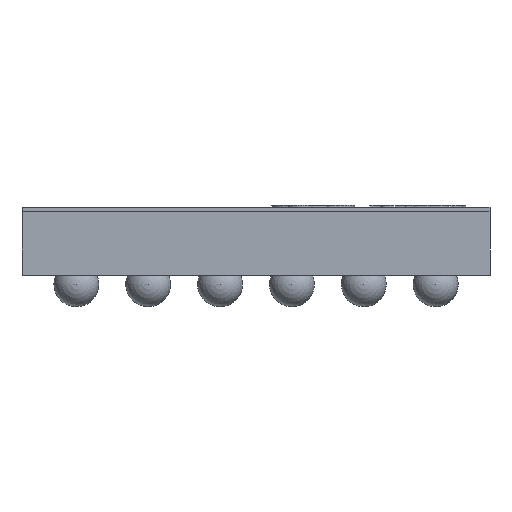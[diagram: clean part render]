
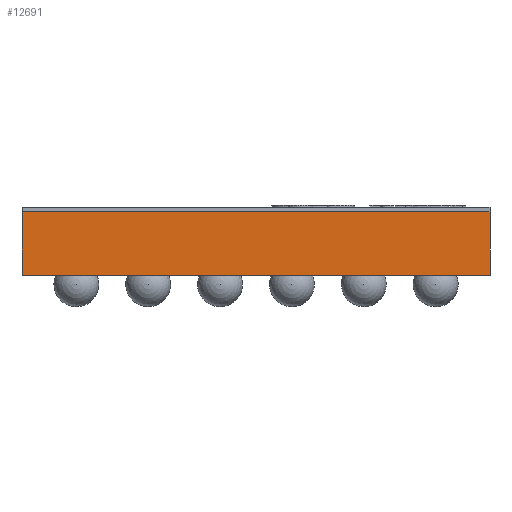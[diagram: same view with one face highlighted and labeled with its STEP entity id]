
A CAD part, front view. The second image highlights one B-rep face of the part: STEP entity #12691.
In plain terms, the highlighted planar face has unit normal (0, -1, 0).
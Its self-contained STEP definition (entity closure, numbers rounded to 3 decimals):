
#195 = ORIENTED_EDGE ( 'NONE', *, *, #15519, .F. ) ;
#1060 = DIRECTION ( 'NONE',  ( 0., 0., -1. ) ) ;
#1444 = CARTESIAN_POINT ( 'NONE',  ( 1.303, -1.352, 0.175 ) ) ;
#2128 = CARTESIAN_POINT ( 'NONE',  ( -1.302, -1.352, 0.53 ) ) ;
#2208 = LINE ( 'NONE', #2128, #14216 ) ;
#2875 = CARTESIAN_POINT ( 'NONE',  ( -1.302, -1.352, 0.53 ) ) ;
#2939 = CARTESIAN_POINT ( 'NONE',  ( 1.303, -1.352, 0.53 ) ) ;
#2962 = DIRECTION ( 'NONE',  ( 0., 1., 0. ) ) ;
#3068 = DIRECTION ( 'NONE',  ( 1., 0., 0. ) ) ;
#3196 = EDGE_CURVE ( 'NONE', #6397, #5530, #10880, .T. ) ;
#3598 = VECTOR ( 'NONE', #3068, 1000. ) ;
#4518 = FACE_OUTER_BOUND ( 'NONE', #15841, .T. ) ;
#4871 = ORIENTED_EDGE ( 'NONE', *, *, #3196, .T. ) ;
#5312 = VERTEX_POINT ( 'NONE', #11343 ) ;
#5530 = VERTEX_POINT ( 'NONE', #1444 ) ;
#6397 = VERTEX_POINT ( 'NONE', #6405 ) ;
#6405 = CARTESIAN_POINT ( 'NONE',  ( -1.302, -1.352, 0.175 ) ) ;
#7442 = ORIENTED_EDGE ( 'NONE', *, *, #11481, .F. ) ;
#8407 = PLANE ( 'NONE',  #9574 ) ;
#9024 = VERTEX_POINT ( 'NONE', #2939 ) ;
#9104 = DIRECTION ( 'NONE',  ( 1., 0., 0. ) ) ;
#9574 = AXIS2_PLACEMENT_3D ( 'NONE', #16480, #2962, #10858 ) ;
#9646 = CARTESIAN_POINT ( 'NONE',  ( -1.302, -1.352, 0.175 ) ) ;
#10858 = DIRECTION ( 'NONE',  ( 0., 0., 1. ) ) ;
#10880 = LINE ( 'NONE', #9646, #3598 ) ;
#11169 = LINE ( 'NONE', #16530, #16276 ) ;
#11343 = CARTESIAN_POINT ( 'NONE',  ( -1.302, -1.352, 0.53 ) ) ;
#11359 = VECTOR ( 'NONE', #9104, 1000. ) ;
#11481 = EDGE_CURVE ( 'NONE', #9024, #5530, #11169, .T. ) ;
#12619 = ORIENTED_EDGE ( 'NONE', *, *, #16010, .T. ) ;
#12691 = ADVANCED_FACE ( 'NONE', ( #4518 ), #8407, .F. ) ;
#14216 = VECTOR ( 'NONE', #1060, 1000. ) ;
#15226 = DIRECTION ( 'NONE',  ( 0., 0., -1. ) ) ;
#15519 = EDGE_CURVE ( 'NONE', #5312, #9024, #15883, .T. ) ;
#15841 = EDGE_LOOP ( 'NONE', ( #4871, #7442, #195, #12619 ) ) ;
#15883 = LINE ( 'NONE', #2875, #11359 ) ;
#16010 = EDGE_CURVE ( 'NONE', #5312, #6397, #2208, .T. ) ;
#16276 = VECTOR ( 'NONE', #15226, 1000. ) ;
#16480 = CARTESIAN_POINT ( 'NONE',  ( -1.302, -1.352, 0.53 ) ) ;
#16530 = CARTESIAN_POINT ( 'NONE',  ( 1.303, -1.352, 0.53 ) ) ;
